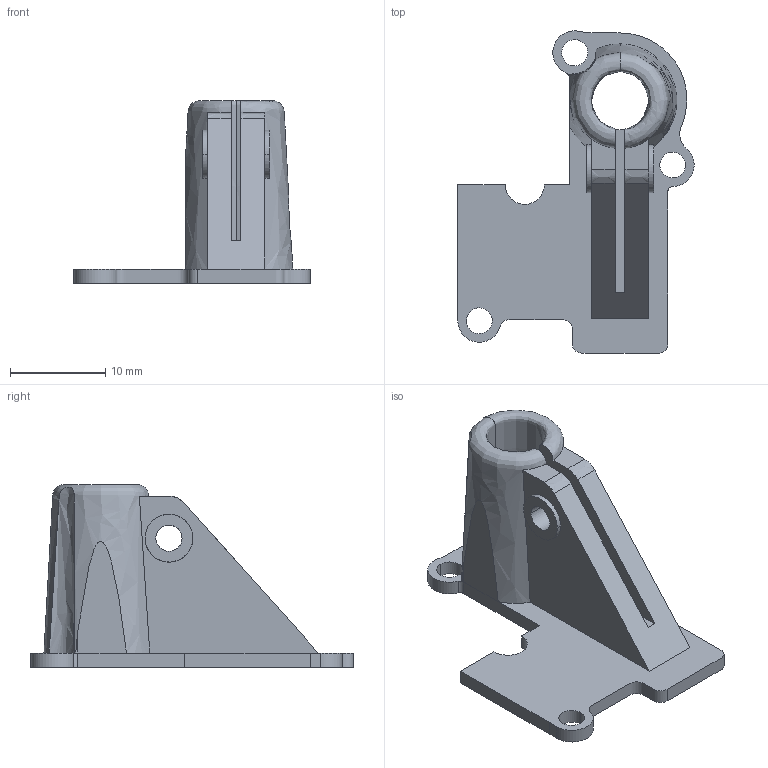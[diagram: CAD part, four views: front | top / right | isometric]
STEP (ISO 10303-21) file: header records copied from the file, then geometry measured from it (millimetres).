
FILE_DESCRIPTION(/* description */ (''),/* implementation_level */ '2;1');
FILE_NAME(/* name */ 'G5 Cap FDM',/* time_stamp */ '2020-01-29T02:09:25+00:00',/* author */ (''),/* organization */ (''),/* preprocessor_version */ 'ST-DEVELOPER v8',/* originating_system */ '',/* authorisation */ '');
FILE_SCHEMA (('AUTOMOTIVE_DESIGN'));
Length unit declared in the file: millimetre
Products named in the file (1): 4
Bounding box: 24.76 x 33.77 x 19.14 mm (x, y, z)
Volume: 2638 mm3; surface area: 2748.9 mm2
Topology: 1 solids, 1 shells, 50 faces, 138 edges, 89 vertices
Faces by surface type: bspline 50
Entity records: 2784 total; most frequent: CARTESIAN_POINT 1963, ORIENTED_EDGE 276, EDGE_CURVE 138, B_SPLINE_CURVE_WITH_KNOTS 96, VERTEX_POINT 89, EDGE_LOOP 63, ADVANCED_FACE 50, FACE_OUTER_BOUND 50
